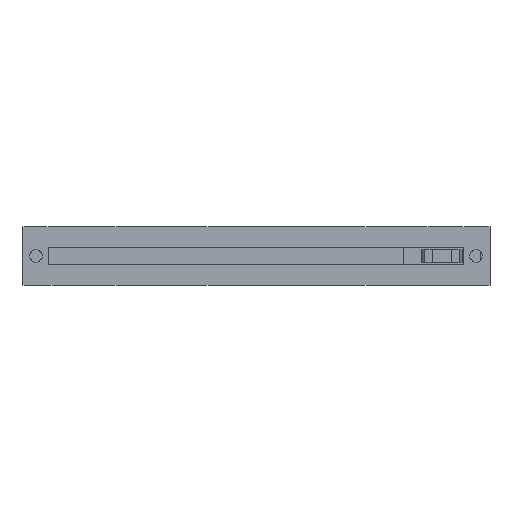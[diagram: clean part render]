
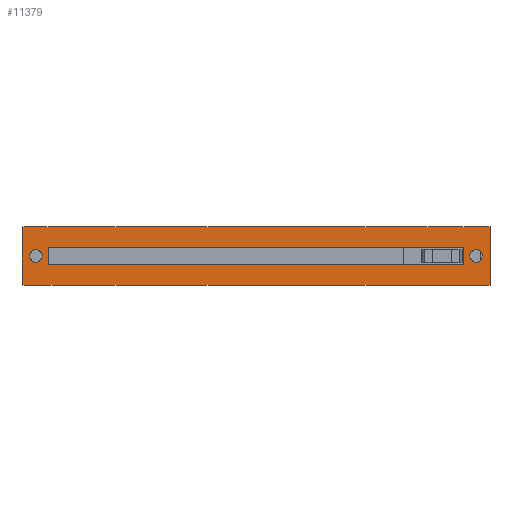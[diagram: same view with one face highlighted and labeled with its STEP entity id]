
A CAD part, top view. The second image highlights one B-rep face of the part: STEP entity #11379.
In plain terms, the highlighted planar face has unit normal (0, 0, 1).
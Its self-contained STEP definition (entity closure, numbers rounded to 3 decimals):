
#10831=CARTESIAN_POINT('',(-34.5,0.,7.5));
#10832=VERTEX_POINT('',#10831);
#10848=CARTESIAN_POINT('',(-36.5,0.,7.5));
#10849=VERTEX_POINT('',#10848);
#10856=CARTESIAN_POINT('',(-35.5,0.,7.5));
#10857=DIRECTION('',(0.0,0.0,-1.0));
#10858=DIRECTION('',(1.0,0.0,0.0));
#10859=AXIS2_PLACEMENT_3D('',#10856,#10857,#10858);
#10860=CIRCLE('',#10859,1.);
#10861=EDGE_CURVE('',#10832,#10849,#10860,.T.);
#10873=CARTESIAN_POINT('',(36.5,0.,7.5));
#10874=VERTEX_POINT('',#10873);
#10890=CARTESIAN_POINT('',(34.5,0.,7.5));
#10891=VERTEX_POINT('',#10890);
#10898=CARTESIAN_POINT('',(35.5,0.,7.5));
#10899=DIRECTION('',(0.0,0.0,-1.0));
#10900=DIRECTION('',(1.0,0.0,0.0));
#10901=AXIS2_PLACEMENT_3D('',#10898,#10899,#10900);
#10902=CIRCLE('',#10901,1.0);
#10903=EDGE_CURVE('',#10874,#10891,#10902,.T.);
#10914=CARTESIAN_POINT('',(35.5,0.,7.5));
#10915=DIRECTION('',(0.0,0.0,-1.0));
#10916=DIRECTION('',(1.0,0.0,0.0));
#10917=AXIS2_PLACEMENT_3D('',#10914,#10915,#10916);
#10918=CIRCLE('',#10917,1.0);
#10919=EDGE_CURVE('',#10891,#10874,#10918,.T.);
#10938=CARTESIAN_POINT('',(-35.5,0.,7.5));
#10939=DIRECTION('',(0.0,0.0,-1.0));
#10940=DIRECTION('',(1.0,0.0,0.0));
#10941=AXIS2_PLACEMENT_3D('',#10938,#10939,#10940);
#10942=CIRCLE('',#10941,1.);
#10943=EDGE_CURVE('',#10849,#10832,#10942,.T.);
#10971=CARTESIAN_POINT('',(-33.5,-1.4,7.5));
#10972=VERTEX_POINT('',#10971);
#10979=CARTESIAN_POINT('',(33.5,-1.4,7.5));
#10980=VERTEX_POINT('',#10979);
#10981=CARTESIAN_POINT('',(33.5,-1.4,7.5));
#10982=DIRECTION('',(-1.0,0.0,0.0));
#10983=VECTOR('',#10982,67.0);
#10984=LINE('',#10981,#10983);
#10985=EDGE_CURVE('',#10980,#10972,#10984,.T.);
#11010=CARTESIAN_POINT('',(33.5,1.4,7.5));
#11011=VERTEX_POINT('',#11010);
#11012=CARTESIAN_POINT('',(33.5,1.4,7.5));
#11013=DIRECTION('',(0.0,-1.0,0.0));
#11014=VECTOR('',#11013,2.8);
#11015=LINE('',#11012,#11014);
#11016=EDGE_CURVE('',#11011,#10980,#11015,.T.);
#11041=CARTESIAN_POINT('',(-33.5,1.4,7.5));
#11042=VERTEX_POINT('',#11041);
#11043=CARTESIAN_POINT('',(-33.5,1.4,7.5));
#11044=DIRECTION('',(1.0,0.0,0.0));
#11045=VECTOR('',#11044,67.0);
#11046=LINE('',#11043,#11045);
#11047=EDGE_CURVE('',#11042,#11011,#11046,.T.);
#11070=CARTESIAN_POINT('',(-33.5,-1.4,7.5));
#11071=DIRECTION('',(0.0,1.0,0.0));
#11072=VECTOR('',#11071,2.8);
#11073=LINE('',#11070,#11072);
#11074=EDGE_CURVE('',#10972,#11042,#11073,.T.);
#11245=CARTESIAN_POINT('',(-37.75,-4.75,7.5));
#11246=VERTEX_POINT('',#11245);
#11253=CARTESIAN_POINT('',(-37.75,4.75,7.5));
#11254=VERTEX_POINT('',#11253);
#11255=CARTESIAN_POINT('',(-37.75,-4.75,7.5));
#11256=DIRECTION('',(0.0,1.0,0.0));
#11257=VECTOR('',#11256,9.5);
#11258=LINE('',#11255,#11257);
#11259=EDGE_CURVE('',#11246,#11254,#11258,.T.);
#11283=CARTESIAN_POINT('',(37.75,-4.75,7.5));
#11284=VERTEX_POINT('',#11283);
#11291=CARTESIAN_POINT('',(37.75,-4.75,7.5));
#11292=DIRECTION('',(-1.0,0.0,0.0));
#11293=VECTOR('',#11292,75.5);
#11294=LINE('',#11291,#11293);
#11295=EDGE_CURVE('',#11284,#11246,#11294,.T.);
#11314=CARTESIAN_POINT('',(37.75,4.75,7.5));
#11315=VERTEX_POINT('',#11314);
#11322=CARTESIAN_POINT('',(37.75,4.75,7.5));
#11323=DIRECTION('',(0.0,-1.0,0.0));
#11324=VECTOR('',#11323,9.5);
#11325=LINE('',#11322,#11324);
#11326=EDGE_CURVE('',#11315,#11284,#11325,.T.);
#11344=CARTESIAN_POINT('',(-37.75,4.75,7.5));
#11345=DIRECTION('',(1.0,0.0,0.0));
#11346=VECTOR('',#11345,75.5);
#11347=LINE('',#11344,#11346);
#11348=EDGE_CURVE('',#11254,#11315,#11347,.T.);
#11354=CARTESIAN_POINT('',(0.0,0.,7.5));
#11355=DIRECTION('',(0.0,0.0,1.0));
#11356=DIRECTION('',(1.0,0.0,0.0));
#11357=AXIS2_PLACEMENT_3D('',#11354,#11355,#11356);
#11358=PLANE('',#11357);
#11359=ORIENTED_EDGE('',*,*,#11348,.F.);
#11360=ORIENTED_EDGE('',*,*,#11259,.F.);
#11361=ORIENTED_EDGE('',*,*,#11295,.F.);
#11362=ORIENTED_EDGE('',*,*,#11326,.F.);
#11363=EDGE_LOOP('',(#11359,#11360,#11361,#11362));
#11364=FACE_OUTER_BOUND('',#11363,.T.);
#11365=ORIENTED_EDGE('',*,*,#10903,.T.);
#11366=ORIENTED_EDGE('',*,*,#10919,.T.);
#11367=EDGE_LOOP('',(#11365,#11366));
#11368=FACE_BOUND('',#11367,.T.);
#11369=ORIENTED_EDGE('',*,*,#11047,.T.);
#11370=ORIENTED_EDGE('',*,*,#11016,.T.);
#11371=ORIENTED_EDGE('',*,*,#10985,.T.);
#11372=ORIENTED_EDGE('',*,*,#11074,.T.);
#11373=EDGE_LOOP('',(#11369,#11370,#11371,#11372));
#11374=FACE_BOUND('',#11373,.T.);
#11375=ORIENTED_EDGE('',*,*,#10861,.T.);
#11376=ORIENTED_EDGE('',*,*,#10943,.T.);
#11377=EDGE_LOOP('',(#11375,#11376));
#11378=FACE_BOUND('',#11377,.T.);
#11379=ADVANCED_FACE('',(#11364,#11368,#11374,#11378),#11358,.T.);
